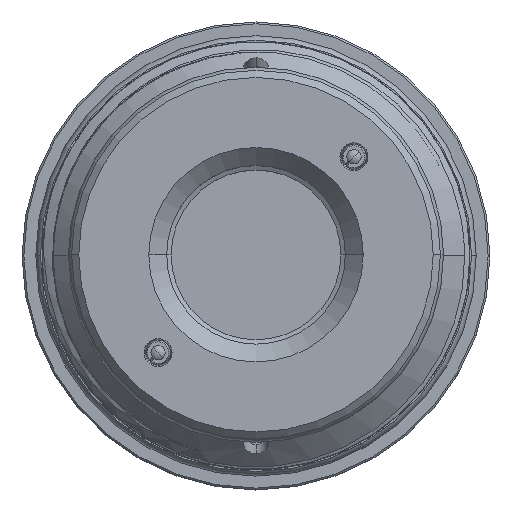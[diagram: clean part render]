
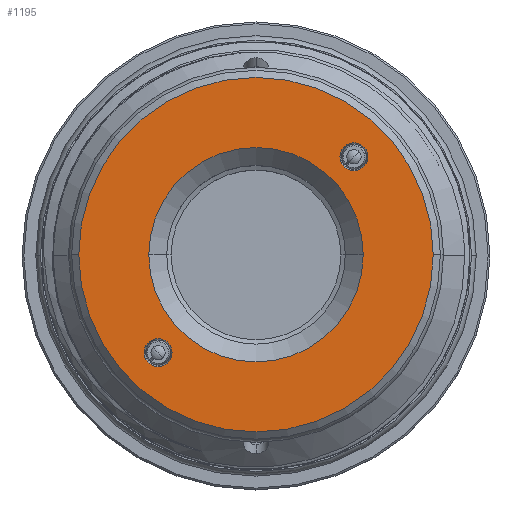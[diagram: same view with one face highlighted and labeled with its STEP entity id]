
A CAD part, top view. The second image highlights one B-rep face of the part: STEP entity #1195.
In plain terms, the highlighted planar face has unit normal (0, 0, 1).
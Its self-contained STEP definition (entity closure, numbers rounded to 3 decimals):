
#24 = EDGE_LOOP ( 'NONE', ( #9939, #9860 ) ) ;
#145 = EDGE_CURVE ( 'NONE', #18055, #9823, #14178, .T. ) ;
#176 = EDGE_CURVE ( 'NONE', #9823, #18055, #12096, .T. ) ;
#324 = CIRCLE ( 'NONE', #2804, 19.84 ) ;
#405 = DIRECTION ( 'NONE',  ( -1., 0., 0. ) ) ;
#615 = CARTESIAN_POINT ( 'NONE',  ( 20.64, 0., 85.95 ) ) ;
#647 = ORIENTED_EDGE ( 'NONE', *, *, #2642, .T. ) ;
#836 = ORIENTED_EDGE ( 'NONE', *, *, #176, .T. ) ;
#838 = EDGE_CURVE ( 'NONE', #7048, #15863, #7283, .T. ) ;
#1195 = ADVANCED_FACE ( 'NONE', ( #1356, #2745, #16442, #12967 ), #18090, .T. ) ;
#1356 = FACE_BOUND ( 'NONE', #8682, .T. ) ;
#1637 = DIRECTION ( 'NONE',  ( 0., 0., -1. ) ) ;
#1700 = DIRECTION ( 'NONE',  ( 1., 0., 0. ) ) ;
#1939 = CARTESIAN_POINT ( 'NONE',  ( 10.96, 10.96, 85.95 ) ) ;
#2188 = CARTESIAN_POINT ( 'NONE',  ( -10.96, -10.96, 85.95 ) ) ;
#2214 = DIRECTION ( 'NONE',  ( 0., 0., 1. ) ) ;
#2642 = EDGE_CURVE ( 'NONE', #11594, #4850, #16096, .T. ) ;
#2745 = FACE_BOUND ( 'NONE', #13417, .T. ) ;
#2804 = AXIS2_PLACEMENT_3D ( 'NONE', #5520, #3930, #7270 ) ;
#3765 = DIRECTION ( 'NONE',  ( 0., 0., -1. ) ) ;
#3847 = AXIS2_PLACEMENT_3D ( 'NONE', #4576, #1637, #6233 ) ;
#3930 = DIRECTION ( 'NONE',  ( 0., 0., 1. ) ) ;
#4050 = CIRCLE ( 'NONE', #6937, 1.561 ) ;
#4122 = CARTESIAN_POINT ( 'NONE',  ( 12.521, 10.96, 85.95 ) ) ;
#4411 = VERTEX_POINT ( 'NONE', #13087 ) ;
#4576 = CARTESIAN_POINT ( 'NONE',  ( 0., 0., 85.95 ) ) ;
#4630 = AXIS2_PLACEMENT_3D ( 'NONE', #2188, #12532, #13972 ) ;
#4850 = VERTEX_POINT ( 'NONE', #18907 ) ;
#5026 = ORIENTED_EDGE ( 'NONE', *, *, #5039, .T. ) ;
#5039 = EDGE_CURVE ( 'NONE', #4850, #11594, #8715, .T. ) ;
#5160 = DIRECTION ( 'NONE',  ( 1., 0., 0. ) ) ;
#5192 = AXIS2_PLACEMENT_3D ( 'NONE', #5976, #8987, #1700 ) ;
#5520 = CARTESIAN_POINT ( 'NONE',  ( 0., 0., 85.95 ) ) ;
#5976 = CARTESIAN_POINT ( 'NONE',  ( 0., 0., 85.95 ) ) ;
#6233 = DIRECTION ( 'NONE',  ( 1., 0., 0. ) ) ;
#6343 = ORIENTED_EDGE ( 'NONE', *, *, #7928, .T. ) ;
#6668 = CARTESIAN_POINT ( 'NONE',  ( -19.84, 0., 85.95 ) ) ;
#6735 = EDGE_CURVE ( 'NONE', #15863, #7048, #324, .T. ) ;
#6759 = CARTESIAN_POINT ( 'NONE',  ( 0., 0., 85.95 ) ) ;
#6937 = AXIS2_PLACEMENT_3D ( 'NONE', #12402, #3765, #5160 ) ;
#7020 = CARTESIAN_POINT ( 'NONE',  ( 12., 0., 85.95 ) ) ;
#7048 = VERTEX_POINT ( 'NONE', #6668 ) ;
#7270 = DIRECTION ( 'NONE',  ( 1., 0., 0. ) ) ;
#7283 = CIRCLE ( 'NONE', #12612, 19.84 ) ;
#7928 = EDGE_CURVE ( 'NONE', #4411, #15448, #14375, .T. ) ;
#8682 = EDGE_LOOP ( 'NONE', ( #647, #5026 ) ) ;
#8715 = CIRCLE ( 'NONE', #8769, 1.561 ) ;
#8769 = AXIS2_PLACEMENT_3D ( 'NONE', #1939, #14965, #405 ) ;
#8847 = AXIS2_PLACEMENT_3D ( 'NONE', #18099, #13459, #13593 ) ;
#8987 = DIRECTION ( 'NONE',  ( 0., 0., -1. ) ) ;
#9823 = VERTEX_POINT ( 'NONE', #18141 ) ;
#9860 = ORIENTED_EDGE ( 'NONE', *, *, #6735, .T. ) ;
#9939 = ORIENTED_EDGE ( 'NONE', *, *, #838, .T. ) ;
#10789 = DIRECTION ( 'NONE',  ( 1., 0., 0. ) ) ;
#10895 = CARTESIAN_POINT ( 'NONE',  ( 19.84, 0., 85.95 ) ) ;
#11223 = CARTESIAN_POINT ( 'NONE',  ( -12.521, -10.96, 85.95 ) ) ;
#11273 = ORIENTED_EDGE ( 'NONE', *, *, #14692, .T. ) ;
#11512 = AXIS2_PLACEMENT_3D ( 'NONE', #615, #2214, #10789 ) ;
#11594 = VERTEX_POINT ( 'NONE', #4122 ) ;
#12096 = CIRCLE ( 'NONE', #5192, 12. ) ;
#12271 = EDGE_LOOP ( 'NONE', ( #11273, #6343 ) ) ;
#12376 = DIRECTION ( 'NONE',  ( 0., 0., 1. ) ) ;
#12402 = CARTESIAN_POINT ( 'NONE',  ( -10.96, -10.96, 85.95 ) ) ;
#12532 = DIRECTION ( 'NONE',  ( 0., 0., -1. ) ) ;
#12612 = AXIS2_PLACEMENT_3D ( 'NONE', #6759, #12376, #16999 ) ;
#12967 = FACE_BOUND ( 'NONE', #12271, .T. ) ;
#13087 = CARTESIAN_POINT ( 'NONE',  ( -9.399, -10.96, 85.95 ) ) ;
#13417 = EDGE_LOOP ( 'NONE', ( #18833, #836 ) ) ;
#13459 = DIRECTION ( 'NONE',  ( 0., 0., -1. ) ) ;
#13593 = DIRECTION ( 'NONE',  ( -1., 0., 0. ) ) ;
#13972 = DIRECTION ( 'NONE',  ( 1., 0., 0. ) ) ;
#14178 = CIRCLE ( 'NONE', #3847, 12. ) ;
#14375 = CIRCLE ( 'NONE', #4630, 1.561 ) ;
#14692 = EDGE_CURVE ( 'NONE', #15448, #4411, #4050, .T. ) ;
#14965 = DIRECTION ( 'NONE',  ( 0., 0., -1. ) ) ;
#15448 = VERTEX_POINT ( 'NONE', #11223 ) ;
#15863 = VERTEX_POINT ( 'NONE', #10895 ) ;
#16096 = CIRCLE ( 'NONE', #8847, 1.561 ) ;
#16442 = FACE_OUTER_BOUND ( 'NONE', #24, .T. ) ;
#16999 = DIRECTION ( 'NONE',  ( 1., 0., 0. ) ) ;
#18055 = VERTEX_POINT ( 'NONE', #7020 ) ;
#18090 = PLANE ( 'NONE',  #11512 ) ;
#18099 = CARTESIAN_POINT ( 'NONE',  ( 10.96, 10.96, 85.95 ) ) ;
#18141 = CARTESIAN_POINT ( 'NONE',  ( -12., 0., 85.95 ) ) ;
#18833 = ORIENTED_EDGE ( 'NONE', *, *, #145, .T. ) ;
#18907 = CARTESIAN_POINT ( 'NONE',  ( 9.399, 10.96, 85.95 ) ) ;
